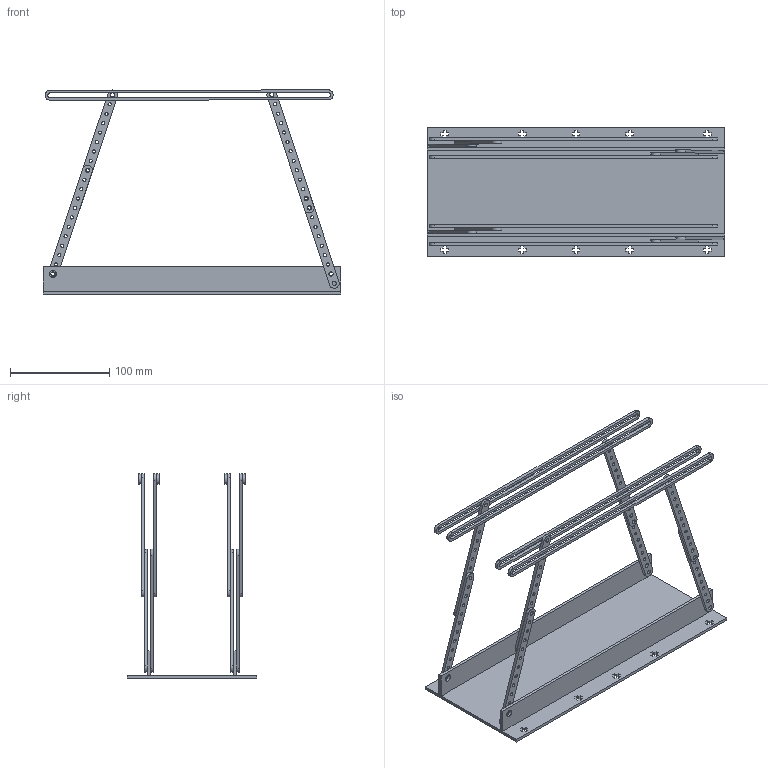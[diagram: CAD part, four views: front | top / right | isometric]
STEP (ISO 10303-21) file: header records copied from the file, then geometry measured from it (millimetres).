
FILE_DESCRIPTION(/* description */ (''),/* implementation_level */ '2;1');
FILE_NAME(/* name */ 'linkage_system_test.stp',/* time_stamp */ '2023-05-05T02:43:41+08:00',/* author */ ('Johnny Jou'),/* organization */ (''),/* preprocessor_version */ 'ST-DEVELOPER v19',/* originating_system */ 'Autodesk Inventor 2023',/* authorisation */ '');
FILE_SCHEMA (('AUTOMOTIVE_DESIGN { 1 0 10303 214 3 1 1 }'));
Length unit declared in the file: millimetre
Products named in the file (5): linkage_system_test; plate_expansion; 零件1; adjustable; 零件4
Assembly tree (15 placements, depth 2):
  linkage_system_test
    plate_expansion
    零件1  x2
    adjustable  x8
    零件4  x4
Bounding box: 300 x 130 x 205.83 mm (x, y, z)
Volume: 207042.8 mm3; surface area: 169930.8 mm2
Topology: 15 solids, 15 shells, 366 faces, 1008 edges, 672 vertices
Faces by surface type: plane 226, cylinder 140
Full cylindrical faces by diameter (mm): 3.2 x80, 4.2 x24, 7 x4
Entity records: 6433 total; most frequent: CARTESIAN_POINT 1102, ORIENTED_EDGE 1074, DIRECTION 993, EDGE_CURVE 537, LINE 495, VECTOR 495, VERTEX_POINT 358, AXIS2_PLACEMENT_3D 249
